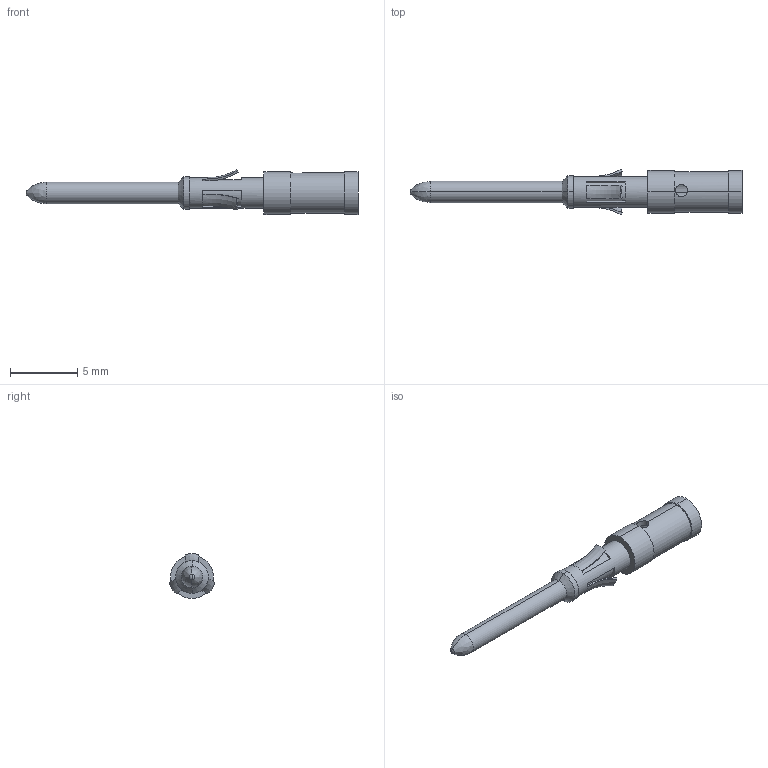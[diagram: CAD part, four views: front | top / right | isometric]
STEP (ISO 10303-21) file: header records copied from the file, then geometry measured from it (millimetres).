
FILE_DESCRIPTION((''),'2;1');
FILE_NAME('ZCDSM-0_5','2017-03-29T',('tl.yang'),(''),'PRO/ENGINEER BY PARAMETRIC TECHNOLOGY CORPORATION, 2011500','PRO/ENGINEER BY PARAMETRIC TECHNOLOGY CORPORATION, 2011500','');
FILE_SCHEMA(('CONFIG_CONTROL_DESIGN'));
Length unit declared in the file: millimetre
Products named in the file (1): ZCDSM-0_5
Bounding box: 24.7 x 3.36 x 3.35 mm (x, y, z)
Volume: 74 mm3; surface area: 248.6 mm2
Topology: 1 solids, 1 shells, 68 faces, 173 edges, 109 vertices
Faces by surface type: plane 26, cylinder 20, bspline 14, cone 6, sphere 2
Entity records: 3026 total; most frequent: CARTESIAN_POINT 1392, ORIENTED_EDGE 338, DIRECTION 326, EDGE_CURVE 169, AXIS2_PLACEMENT_3D 129, VERTEX_POINT 109, EDGE_LOOP 76, CIRCLE 75
